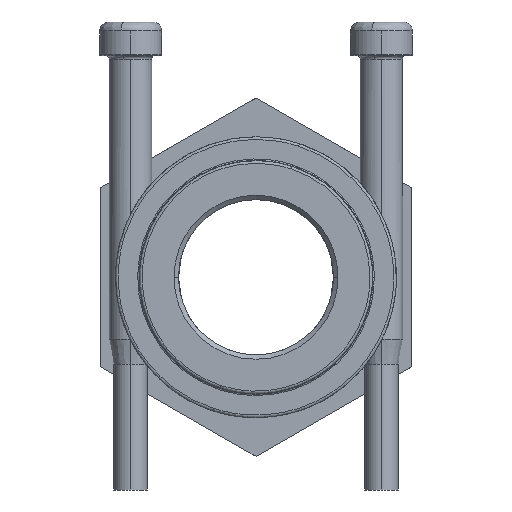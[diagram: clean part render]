
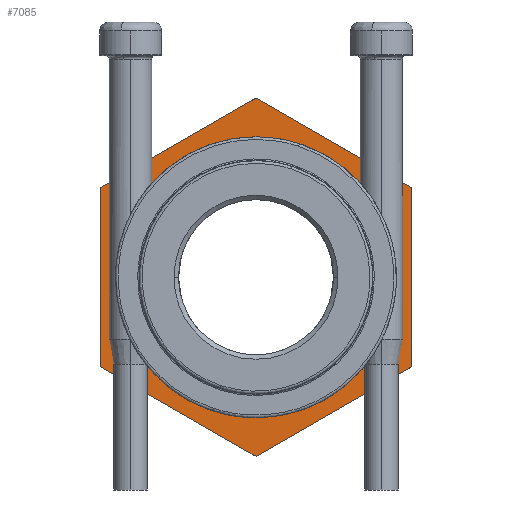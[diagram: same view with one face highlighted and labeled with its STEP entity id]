
A CAD part, left-side view. The second image highlights one B-rep face of the part: STEP entity #7085.
In plain terms, the highlighted planar face has unit normal (-1, 0, 0).
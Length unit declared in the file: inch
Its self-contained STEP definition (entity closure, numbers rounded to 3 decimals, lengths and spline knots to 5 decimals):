
#318 = CARTESIAN_POINT ( 'NONE',  ( -0.62402, -0.68898, -0.39778 ) ) ;
#330 = VECTOR ( 'NONE', #7533, 39.37008 ) ;
#447 = ORIENTED_EDGE ( 'NONE', *, *, #1705, .F. ) ;
#479 = ORIENTED_EDGE ( 'NONE', *, *, #1076, .F. ) ;
#541 = CARTESIAN_POINT ( 'NONE',  ( -0.62402, 0., -0.79556 ) ) ;
#554 = CARTESIAN_POINT ( 'NONE',  ( -0.62402, -0.16972, 0.52233 ) ) ;
#813 = EDGE_LOOP ( 'NONE', ( #8990, #12945, #6278, #3636, #4915, #9008 ) ) ;
#1076 = EDGE_CURVE ( 'NONE', #7312, #7586, #8731, .T. ) ;
#1222 = CARTESIAN_POINT ( 'NONE',  ( -0.62402, -0.68898, 0.39778 ) ) ;
#1230 = LINE ( 'NONE', #7664, #6663 ) ;
#1299 = CARTESIAN_POINT ( 'NONE',  ( -0.62402, -0.11476, -0.54187 ) ) ;
#1705 = EDGE_CURVE ( 'NONE', #10421, #8301, #13577, .T. ) ;
#1957 = VERTEX_POINT ( 'NONE', #541 ) ;
#2039 = CARTESIAN_POINT ( 'NONE',  ( -0.62402, 0.52233, 0.16972 ) ) ;
#2098 = EDGE_CURVE ( 'NONE', #7879, #3549, #5440, .T. ) ;
#2879 = CARTESIAN_POINT ( 'NONE',  ( -0.62402, 0.16972, -0.52233 ) ) ;
#3146 = CARTESIAN_POINT ( 'NONE',  ( -0.62402, 0.54188, -0.11476 ) ) ;
#3156 = VERTEX_POINT ( 'NONE', #10999 ) ;
#3366 = EDGE_CURVE ( 'NONE', #3156, #9948, #9115, .T. ) ;
#3440 = CARTESIAN_POINT ( 'NONE',  ( -0.62402, -0.46431, -0.30202 ) ) ;
#3519 = EDGE_CURVE ( 'NONE', #3549, #4261, #13088, .T. ) ;
#3549 = VERTEX_POINT ( 'NONE', #1222 ) ;
#3601 = DIRECTION ( 'NONE',  ( 0., 0.866, 0.5 ) ) ;
#3636 = ORIENTED_EDGE ( 'NONE', *, *, #2098, .T. ) ;
#3655 = CARTESIAN_POINT ( 'NONE',  ( -0.62402, -0.68898, -0.39778 ) ) ;
#3768 = ORIENTED_EDGE ( 'NONE', *, *, #10575, .F. ) ;
#3917 = CARTESIAN_POINT ( 'NONE',  ( -0.62402, 0.68898, -0.39778 ) ) ;
#4028 = EDGE_CURVE ( 'NONE', #1957, #7879, #4680, .T. ) ;
#4261 = VERTEX_POINT ( 'NONE', #10292 ) ;
#4676 = PLANE ( 'NONE',  #5712 ) ;
#4680 = LINE ( 'NONE', #318, #7770 ) ;
#4915 = ORIENTED_EDGE ( 'NONE', *, *, #3519, .T. ) ;
#5098 = CARTESIAN_POINT ( 'NONE',  ( -0.62402, -0.52233, -0.16972 ) ) ;
#5140 = CARTESIAN_POINT ( 'NONE',  ( -0.62402, 0.23809, -0.50011 ) ) ;
#5303 = CARTESIAN_POINT ( 'NONE',  ( -0.62402, -0.50012, -0.23809 ) ) ;
#5440 = LINE ( 'NONE', #12781, #330 ) ;
#5444 = CARTESIAN_POINT ( 'NONE',  ( -0.62402, 0.10134, -0.54454 ) ) ;
#5499 = VECTOR ( 'NONE', #8225, 39.37008 ) ;
#5541 = CARTESIAN_POINT ( 'NONE',  ( -0.62402, 0., 0.79556 ) ) ;
#5712 = AXIS2_PLACEMENT_3D ( 'NONE', #11892, #7793, #7863 ) ;
#5746 = CARTESIAN_POINT ( 'NONE',  ( -0.62402, 0.13626, 0.62175 ) ) ;
#5783 = FACE_OUTER_BOUND ( 'NONE', #813, .T. ) ;
#6129 = CARTESIAN_POINT ( 'NONE',  ( -0.62402, 0.45671, -0.31339 ) ) ;
#6234 = CARTESIAN_POINT ( 'NONE',  ( -0.62402, -0.16972, 0.52233 ) ) ;
#6269 = CARTESIAN_POINT ( 'NONE',  ( -0.62402, 0.55316, 0.02858 ) ) ;
#6278 = ORIENTED_EDGE ( 'NONE', *, *, #4028, .T. ) ;
#6663 = VECTOR ( 'NONE', #10674, 39.37008 ) ;
#7085 = ADVANCED_FACE ( 'NONE', ( #8847, #5783 ), #4676, .F. ) ;
#7107 = CARTESIAN_POINT ( 'NONE',  ( -0.62402, -0.16972, 0.52233 ) ) ;
#7170 = CARTESIAN_POINT ( 'NONE',  ( -0.62402, 0.52199, -0.18528 ) ) ;
#7271 = CARTESIAN_POINT ( 'NONE',  ( -0.62402, -0.52233, -0.16972 ) ) ;
#7312 = VERTEX_POINT ( 'NONE', #7444 ) ;
#7444 = CARTESIAN_POINT ( 'NONE',  ( -0.62402, 0.52233, 0.16972 ) ) ;
#7452 = EDGE_CURVE ( 'NONE', #8301, #7312, #10254, .T. ) ;
#7533 = DIRECTION ( 'NONE',  ( 0., 0., 1. ) ) ;
#7537 = CARTESIAN_POINT ( 'NONE',  ( -0.62402, 0.16972, -0.52233 ) ) ;
#7578 = CARTESIAN_POINT ( 'NONE',  ( -0.62402, 0.42291, 0.47569 ) ) ;
#7586 = VERTEX_POINT ( 'NONE', #9296 ) ;
#7664 = CARTESIAN_POINT ( 'NONE',  ( -0.62402, 0.68898, 0.39778 ) ) ;
#7770 = VECTOR ( 'NONE', #11897, 39.37008 ) ;
#7793 = DIRECTION ( 'NONE',  ( 1., 0., 0. ) ) ;
#7863 = DIRECTION ( 'NONE',  ( 0., 0., -1. ) ) ;
#7879 = VERTEX_POINT ( 'NONE', #3655 ) ;
#8056 = DIRECTION ( 'NONE',  ( 0., 0., -1. ) ) ;
#8064 = EDGE_CURVE ( 'NONE', #1957, #9948, #12375, .T. ) ;
#8100 = VECTOR ( 'NONE', #3601, 39.37008 ) ;
#8143 = CARTESIAN_POINT ( 'NONE',  ( -0.62402, 0.54455, 0.10134 ) ) ;
#8225 = DIRECTION ( 'NONE',  ( 0., 0.866, 0.5 ) ) ;
#8301 = VERTEX_POINT ( 'NONE', #7107 ) ;
#8336 = B_SPLINE_CURVE_WITH_KNOTS ( 'NONE', 3,
 ( #7537, #5444, #12857, #1299, #9490, #9631, #11691, #3440, #5303, #8644 ),
 .UNSPECIFIED., .F., .F.,
 ( 4, 2, 2, 2, 4 ),
 ( 0.5, 0.625, 0.75, 0.875, 1. ),
 .UNSPECIFIED. ) ;
#8520 = EDGE_LOOP ( 'NONE', ( #447, #3768, #479, #13442 ) ) ;
#8644 = CARTESIAN_POINT ( 'NONE',  ( -0.62402, -0.52233, -0.16972 ) ) ;
#8731 = B_SPLINE_CURVE_WITH_KNOTS ( 'NONE', 3,
 ( #2039, #8143, #6269, #3146, #7170, #6129, #11601, #12551, #5140, #2879 ),
 .UNSPECIFIED., .F., .F.,
 ( 4, 2, 2, 2, 4 ),
 ( 0., 0.125, 0.25, 0.375, 0.5 ),
 .UNSPECIFIED. ) ;
#8847 = FACE_BOUND ( 'NONE', #8520, .T. ) ;
#8990 = ORIENTED_EDGE ( 'NONE', *, *, #3366, .T. ) ;
#9008 = ORIENTED_EDGE ( 'NONE', *, *, #10577, .F. ) ;
#9115 = LINE ( 'NONE', #13319, #12301 ) ;
#9296 = CARTESIAN_POINT ( 'NONE',  ( -0.62402, 0.16972, -0.52233 ) ) ;
#9490 = CARTESIAN_POINT ( 'NONE',  ( -0.62402, -0.18528, -0.52199 ) ) ;
#9631 = CARTESIAN_POINT ( 'NONE',  ( -0.62402, -0.31339, -0.45671 ) ) ;
#9948 = VERTEX_POINT ( 'NONE', #3917 ) ;
#10006 = CARTESIAN_POINT ( 'NONE',  ( -0.62402, 0.52233, 0.16972 ) ) ;
#10254 =( BOUNDED_CURVE ( )  B_SPLINE_CURVE ( 3, ( #554, #5746, #7578, #10006 ),
 .UNSPECIFIED., .F., .T. ) 
 B_SPLINE_CURVE_WITH_KNOTS ( ( 4, 4 ),
 ( 0.5, 1. ),
 .UNSPECIFIED. ) 
 CURVE ( )  GEOMETRIC_REPRESENTATION_ITEM ( )  RATIONAL_B_SPLINE_CURVE ( ( 1., 0.805, 0.805, 1. ) ) 
 REPRESENTATION_ITEM ( '' )  );
#10274 = CARTESIAN_POINT ( 'NONE',  ( -0.62402, -0.47569, 0.42291 ) ) ;
#10292 = CARTESIAN_POINT ( 'NONE',  ( -0.62402, 0., 0.79556 ) ) ;
#10421 = VERTEX_POINT ( 'NONE', #5098 ) ;
#10575 = EDGE_CURVE ( 'NONE', #7586, #10421, #8336, .T. ) ;
#10577 = EDGE_CURVE ( 'NONE', #3156, #4261, #1230, .T. ) ;
#10674 = DIRECTION ( 'NONE',  ( 0., -0.866, 0.5 ) ) ;
#10999 = CARTESIAN_POINT ( 'NONE',  ( -0.62402, 0.68898, 0.39778 ) ) ;
#11313 = CARTESIAN_POINT ( 'NONE',  ( -0.62402, -0.62175, 0.13626 ) ) ;
#11601 = CARTESIAN_POINT ( 'NONE',  ( -0.62402, 0.41135, -0.37093 ) ) ;
#11691 = CARTESIAN_POINT ( 'NONE',  ( -0.62402, -0.37093, -0.41135 ) ) ;
#11892 = CARTESIAN_POINT ( 'NONE',  ( -0.62402, 0.54921, 0. ) ) ;
#11897 = DIRECTION ( 'NONE',  ( 0., -0.866, 0.5 ) ) ;
#12301 = VECTOR ( 'NONE', #8056, 39.37008 ) ;
#12375 = LINE ( 'NONE', #13486, #5499 ) ;
#12551 = CARTESIAN_POINT ( 'NONE',  ( -0.62402, 0.30201, -0.46431 ) ) ;
#12781 = CARTESIAN_POINT ( 'NONE',  ( -0.62402, -0.68898, 0.39778 ) ) ;
#12857 = CARTESIAN_POINT ( 'NONE',  ( -0.62402, 0.02858, -0.55315 ) ) ;
#12945 = ORIENTED_EDGE ( 'NONE', *, *, #8064, .F. ) ;
#13088 = LINE ( 'NONE', #5541, #8100 ) ;
#13319 = CARTESIAN_POINT ( 'NONE',  ( -0.62402, 0.68898, -0.39778 ) ) ;
#13442 = ORIENTED_EDGE ( 'NONE', *, *, #7452, .F. ) ;
#13486 = CARTESIAN_POINT ( 'NONE',  ( -0.62402, 0., -0.79556 ) ) ;
#13577 =( BOUNDED_CURVE ( )  B_SPLINE_CURVE ( 3, ( #7271, #11313, #10274, #6234 ),
 .UNSPECIFIED., .F., .T. ) 
 B_SPLINE_CURVE_WITH_KNOTS ( ( 4, 4 ),
 ( 0., 0.5 ),
 .UNSPECIFIED. ) 
 CURVE ( )  GEOMETRIC_REPRESENTATION_ITEM ( )  RATIONAL_B_SPLINE_CURVE ( ( 1., 0.805, 0.805, 1. ) ) 
 REPRESENTATION_ITEM ( '' )  );
